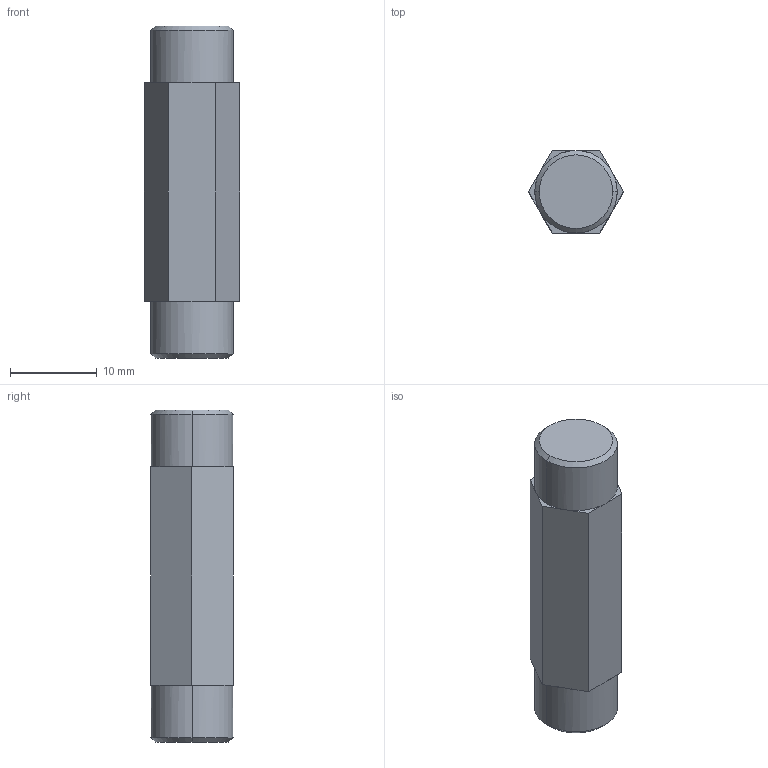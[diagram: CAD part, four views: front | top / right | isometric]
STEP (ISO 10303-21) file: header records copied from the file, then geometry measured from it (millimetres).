
FILE_DESCRIPTION (( 'STEP AP214' ), '1' );
FILE_NAME ('am-0152 Toughbox Small Hex Shaft.STEP', '2014-08-20T20:38:00', ( '' ), ( '' ), 'SwSTEP 2.0', 'SolidWorks 2014', '' );
FILE_SCHEMA (( 'AUTOMOTIVE_DESIGN' ));
Length unit declared in the file: inch
Products named in the file (1): am-0152 Toughbox Small Hex Shaft
Bounding box: 10.98 x 9.52 x 38.33 mm (x, y, z)
Volume: 2901.4 mm3; surface area: 1361.3 mm2
Topology: 1 solids, 1 shells, 28 faces, 74 edges, 48 vertices
Faces by surface type: plane 20, cone 4, cylinder 4
Entity records: 922 total; most frequent: CARTESIAN_POINT 187, ORIENTED_EDGE 148, DIRECTION 144, EDGE_CURVE 74, AXIS2_PLACEMENT_3D 53, VERTEX_POINT 48, VECTOR 38, LINE 38
